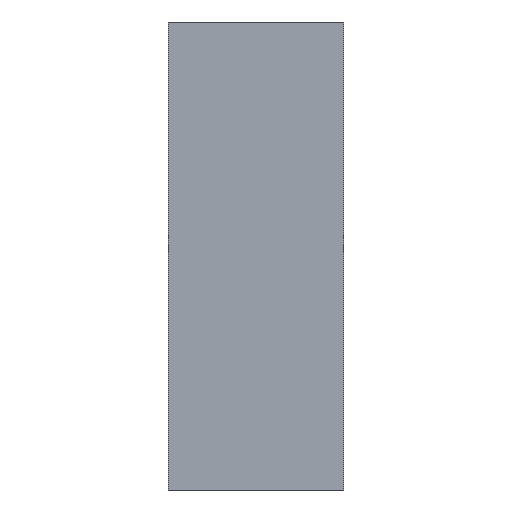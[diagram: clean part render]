
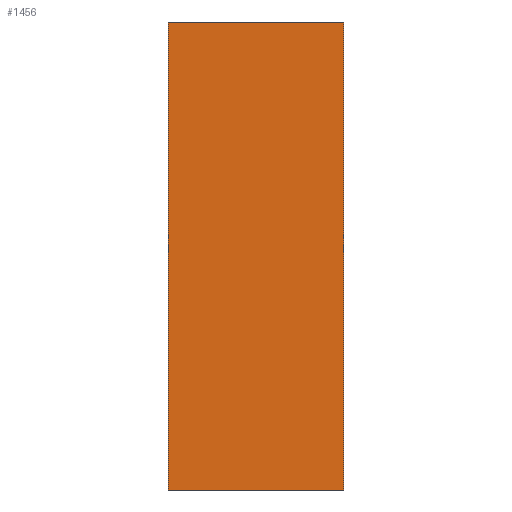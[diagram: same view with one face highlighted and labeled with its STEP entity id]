
A CAD part, front view. The second image highlights one B-rep face of the part: STEP entity #1456.
In plain terms, the highlighted planar face has unit normal (0, -1, 0).
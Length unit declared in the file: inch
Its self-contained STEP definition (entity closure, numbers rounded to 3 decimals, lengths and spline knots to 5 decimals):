
#57 = EDGE_CURVE ( 'NONE', #534, #622, #636, .T. ) ;
#70 = LINE ( 'NONE', #242, #521 ) ;
#84 = EDGE_CURVE ( 'NONE', #703, #534, #70, .T. ) ;
#110 = EDGE_LOOP ( 'NONE', ( #508, #1413, #364, #586 ) ) ;
#242 = CARTESIAN_POINT ( 'NONE',  ( -4.5, -0.74, 12. ) ) ;
#250 = DIRECTION ( 'NONE',  ( 1., 0., 0. ) ) ;
#265 = CARTESIAN_POINT ( 'NONE',  ( -4.5, -0.74, -12. ) ) ;
#309 = CARTESIAN_POINT ( 'NONE',  ( -4.5, -0.74, 12. ) ) ;
#318 = AXIS2_PLACEMENT_3D ( 'NONE', #861, #826, #825 ) ;
#342 = CARTESIAN_POINT ( 'NONE',  ( 4.5, -0.74, 12. ) ) ;
#362 = DIRECTION ( 'NONE',  ( 0., 0., -1. ) ) ;
#364 = ORIENTED_EDGE ( 'NONE', *, *, #57, .F. ) ;
#402 = CARTESIAN_POINT ( 'NONE',  ( -4.5, -0.74, -12. ) ) ;
#406 = DIRECTION ( 'NONE',  ( 1., 0., 0. ) ) ;
#508 = ORIENTED_EDGE ( 'NONE', *, *, #648, .T. ) ;
#521 = VECTOR ( 'NONE', #250, 39.37008 ) ;
#534 = VERTEX_POINT ( 'NONE', #1313 ) ;
#578 = VERTEX_POINT ( 'NONE', #265 ) ;
#586 = ORIENTED_EDGE ( 'NONE', *, *, #84, .F. ) ;
#622 = VERTEX_POINT ( 'NONE', #992 ) ;
#636 = LINE ( 'NONE', #342, #1202 ) ;
#648 = EDGE_CURVE ( 'NONE', #703, #578, #1290, .T. ) ;
#703 = VERTEX_POINT ( 'NONE', #309 ) ;
#724 = VECTOR ( 'NONE', #406, 39.37008 ) ;
#754 = LINE ( 'NONE', #402, #724 ) ;
#825 = DIRECTION ( 'NONE',  ( -1., 0., 0. ) ) ;
#826 = DIRECTION ( 'NONE',  ( 0., 1., 0. ) ) ;
#840 = PLANE ( 'NONE',  #318 ) ;
#861 = CARTESIAN_POINT ( 'NONE',  ( -4.5, -0.74, 12. ) ) ;
#885 = FACE_OUTER_BOUND ( 'NONE', #110, .T. ) ;
#949 = EDGE_CURVE ( 'NONE', #578, #622, #754, .T. ) ;
#992 = CARTESIAN_POINT ( 'NONE',  ( 4.5, -0.74, -12. ) ) ;
#1062 = DIRECTION ( 'NONE',  ( 0., 0., -1. ) ) ;
#1202 = VECTOR ( 'NONE', #362, 39.37008 ) ;
#1240 = CARTESIAN_POINT ( 'NONE',  ( -4.5, -0.74, 12. ) ) ;
#1276 = VECTOR ( 'NONE', #1062, 39.37008 ) ;
#1290 = LINE ( 'NONE', #1240, #1276 ) ;
#1313 = CARTESIAN_POINT ( 'NONE',  ( 4.5, -0.74, 12. ) ) ;
#1413 = ORIENTED_EDGE ( 'NONE', *, *, #949, .T. ) ;
#1456 = ADVANCED_FACE ( 'NONE', ( #885 ), #840, .F. ) ;
